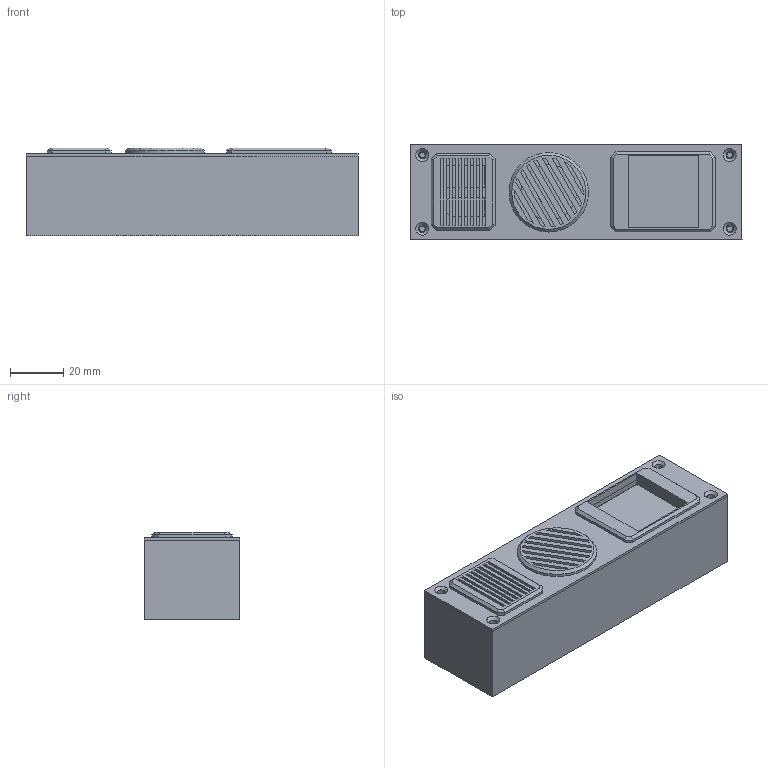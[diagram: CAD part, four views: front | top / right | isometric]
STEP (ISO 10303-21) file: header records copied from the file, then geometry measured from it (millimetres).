
FILE_DESCRIPTION(/* description */ ('STEP AP203'),/* implementation_level */ '2;1');
FILE_NAME(/* name */ 'aqaio.step',/* time_stamp */ '2026-02-16T17:19:51-05:00',/* author */ (''),/* organization */ (''),/* preprocessor_version */ 'ST-DEVELOPER v20.1',/* originating_system */ 'Autodesk Translation Framework v14.24.0.0',/* authorisation */ '');
FILE_SCHEMA (('AUTOMOTIVE_DESIGN { 1 0 10303 214 3 1 1 }'));
Length unit declared in the file: millimetre
Products named in the file (38): retainer_005; retainer; Seeed Studio XIAO-ESP32-C3; USB TYPE C PORT; USB TYPE C PORT (1); BOSS-EXTRUDE14_8_; BOSS-EXTRUDE7_4_; BOSS-EXTRUDE7_3_; BOSS-EXTRUDE14_4_; BOSS-EXTRUDE14_2_; BOSS-EXTRUDE14_11_; BOSS-EXTRUDE7_7_; BOSS-EXTRUDE14_9_; BOSS-EXTRUDE14_3_; BOSS-EXTRUDE14_7_; MIRROR2; BOSS-EXTRUDE14_5_; BOSS-EXTRUDE14_12_; BOSS-EXTRUDE7_8_; BOSS-EXTRUDE7_1_; BOSS-EXTRUDE14_10_; BOSS-EXTRUDE7_9_; BOSS-EXTRUDE14_6_; CHAMFER9; BOSS-EXTRUDE14_1_; BOSS-EXTRUDE7_6_; BOSS-EXTRUDE7_2_; CUT-EXTRUDE5; BOSS-EXTRUDE7_5_; U.FL Connector v1; Shield; Button (1); Component30; PCB; Board; Open CASCADE STEP translator 7.5 1.1.1; J1; FH34SRJ-24S-0.5SH_RGB4408131
Assembly tree (38 placements, depth 5):
  retainer_005
    retainer
    Seeed Studio XIAO-ESP32-C3
      USB TYPE C PORT
        USB TYPE C PORT (1)
          BOSS-EXTRUDE14_8_
          BOSS-EXTRUDE7_4_
          BOSS-EXTRUDE7_3_
          BOSS-EXTRUDE14_4_
          BOSS-EXTRUDE14_2_
          BOSS-EXTRUDE14_11_
          BOSS-EXTRUDE7_7_
          BOSS-EXTRUDE14_9_
          BOSS-EXTRUDE14_3_
          BOSS-EXTRUDE14_7_
          MIRROR2
          BOSS-EXTRUDE14_5_
          BOSS-EXTRUDE14_12_
          BOSS-EXTRUDE7_8_
          BOSS-EXTRUDE7_1_
          BOSS-EXTRUDE14_10_
          BOSS-EXTRUDE7_9_
          BOSS-EXTRUDE14_6_
          CHAMFER9
          BOSS-EXTRUDE14_1_
          BOSS-EXTRUDE7_6_
          BOSS-EXTRUDE7_2_
          CUT-EXTRUDE5
          BOSS-EXTRUDE7_5_
      U.FL Connector v1
      Button (1)  x2
      Shield
      Component30
    PCB
      Board
        Open CASCADE STEP translator 7.5 1.1.1
      J1
        FH34SRJ-24S-0.5SH_RGB4408131
Bounding box: 124.42 x 35.8 x 32.95 mm (x, y, z)
Volume: 43726 mm3; surface area: 56568.5 mm2
Topology: 38 solids, 38 shells, 1739 faces, 4619 edges, 3004 vertices
Faces by surface type: plane 1316, cylinder 370, torus 26, cone 18, sphere 7, bspline 2
Full cylindrical faces by diameter (mm): 0.5 x3, 0.6 x2, 0.7 x2, 0.75 x14, 0.812 x8, 1.5 x2, 1.524 x6, 1.65 x1, 1.9 x1, 2 x2, 2.1 x4, 2.8 x4, 2.9 x4, 3.2 x4, 4.2 x4, 20.74 x1, 29.74 x1
Entity records: 54840 total; most frequent: CARTESIAN_POINT 9632, ORIENTED_EDGE 9136, DIRECTION 8953, EDGE_CURVE 4568, LINE 3763, VECTOR 3763, VERTEX_POINT 2972, AXIS2_PLACEMENT_3D 2595
